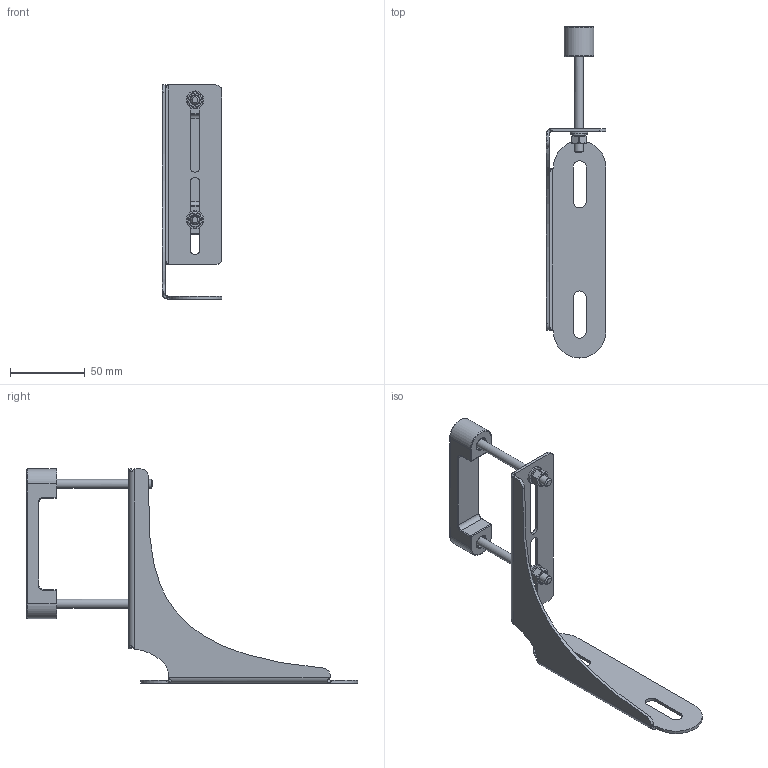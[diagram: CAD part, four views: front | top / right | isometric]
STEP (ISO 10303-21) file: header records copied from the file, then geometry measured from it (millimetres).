
FILE_DESCRIPTION(('STEP AP203'), '1');
FILE_NAME('K.UF.04 (60x60)', '', ('UNSPECIFIED'), ('UNSPECIFIED'), 'ASCON STEP Converter 1.6', 'ASCON Math Kernel', '');
FILE_SCHEMA(('CONFIG_CONTROL_DESIGN'));
Length unit declared in the file: millimetre
Products named in the file (7): K.UF.17(60x60); Êîïèÿ Øàéáà ïðóæèííàÿ ÃÎÑÒ 6402-70^K.UF.04 Êðîíøòåéí â ñáîðå_Œ 6; Êîïèÿ Ãàéêà øåñòèãðàííàÿ êëàññà òî÷íîñòè À ÃÎÑÒ 5927-70^K.UF.04 Êðîíøòåéí â ñáîðå_M6; 1; 2; Êîïèÿ Áîëò ñ øåñòèãðàííîé ãîëîâêîé ÃÎÑÒ 7798-70^K.UF.04 Êðîíøòåéí â ñáîðå_Œ6å80; Êîïèÿ Øàéáà ìåòðè÷åñêàÿ^K.UF.04 Êðîíøòåéí â ñáîðå_Œ6
Assembly tree (10 placements, depth 2):
  K.UF.17(60x60)
    Êîïèÿ Øàéáà ïðóæèííàÿ ÃÎÑÒ 6402-70^K.UF.04 Êðîíøòåéí â ñáîðå_Œ 6  x2
    Êîïèÿ Ãàéêà øåñòèãðàííàÿ êëàññà òî÷íîñòè À ÃÎÑÒ 5927-70^K.UF.04 Êðîíøòåéí â ñáîðå_M6  x2
    1
    2
    Êîïèÿ Áîëò ñ øåñòèãðàííîé ãîëîâêîé ÃÎÑÒ 7798-70^K.UF.04 Êðîíøòåéí â ñáîðå_Œ6å80  x2
    Êîïèÿ Øàéáà ìåòðè÷åñêàÿ^K.UF.04 Êðîíøòåéí â ñáîðå_Œ6  x2
Bounding box: 40 x 221.5 x 142.95 mm (x, y, z)
Volume: 53817 mm3; surface area: 41329.4 mm2
Topology: 10 solids, 10 shells, 375 faces, 972 edges, 628 vertices
Faces by surface type: plane 182, cylinder 100, bspline 59, torus 16, cone 14, sphere 4
Full cylindrical faces by diameter (mm): 6 x4, 6.6 x2, 7 x2, 12 x2
Entity records: 17177 total; most frequent: CARTESIAN_POINT 6500, ORIENTED_EDGE 1668, DIRECTION 1374, EDGE_CURVE 834, VERTEX_POINT 552, LINE 492, VECTOR 492, AXIS2_PLACEMENT_3D 441
